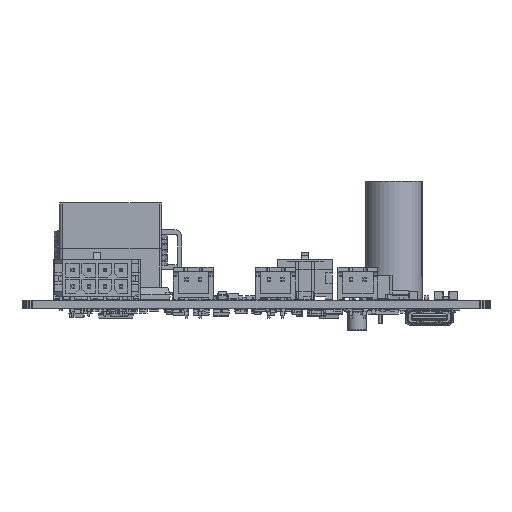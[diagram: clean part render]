
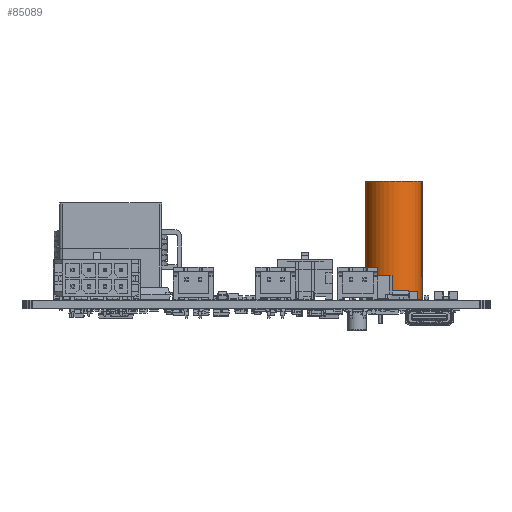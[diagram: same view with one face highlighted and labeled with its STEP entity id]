
A CAD part, left-side view. The second image highlights one B-rep face of the part: STEP entity #85089.
In plain terms, the highlighted cylindrical face has radius 5.245 mm (diameter 10.49 mm), a full revolution.
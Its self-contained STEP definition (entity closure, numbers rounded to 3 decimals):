
#3751=CYLINDRICAL_SURFACE('',#90593,5.245);
#6083=FACE_OUTER_BOUND('',#10618,.T.);
#10618=EDGE_LOOP('',(#65318,#65319,#65320,#65321));
#17588=LINE('',#132180,#27909);
#27909=VECTOR('',#103713,5.245);
#34535=CIRCLE('',#90594,5.245);
#34536=CIRCLE('',#90595,5.245);
#38762=VERTEX_POINT('',#132177);
#38763=VERTEX_POINT('',#132179);
#48280=EDGE_CURVE('',#38762,#38762,#34535,.T.);
#48281=EDGE_CURVE('',#38762,#38763,#17588,.T.);
#48282=EDGE_CURVE('',#38763,#38763,#34536,.T.);
#65318=ORIENTED_EDGE('',*,*,#48280,.F.);
#65319=ORIENTED_EDGE('',*,*,#48281,.T.);
#65320=ORIENTED_EDGE('',*,*,#48282,.F.);
#65321=ORIENTED_EDGE('',*,*,#48281,.F.);
#85089=ADVANCED_FACE('',(#6083),#3751,.T.);
#90593=AXIS2_PLACEMENT_3D('',#132176,#103709,#103710);
#90594=AXIS2_PLACEMENT_3D('',#132178,#103711,#103712);
#90595=AXIS2_PLACEMENT_3D('',#132181,#103714,#103715);
#103709=DIRECTION('center_axis',(0.,0.,1.));
#103710=DIRECTION('ref_axis',(1.,0.,0.));
#103711=DIRECTION('center_axis',(0.,0.,1.));
#103712=DIRECTION('ref_axis',(1.,0.,0.));
#103713=DIRECTION('',(0.,0.,-1.));
#103714=DIRECTION('center_axis',(0.,0.,-1.));
#103715=DIRECTION('ref_axis',(1.,0.,0.));
#132176=CARTESIAN_POINT('Origin',(2.5,0.,0.));
#132177=CARTESIAN_POINT('',(-2.745,0.,21.996));
#132178=CARTESIAN_POINT('Origin',(2.5,0.,21.996));
#132179=CARTESIAN_POINT('',(-2.745,0.,0.));
#132180=CARTESIAN_POINT('',(-2.745,0.,0.));
#132181=CARTESIAN_POINT('Origin',(2.5,0.,0.));
